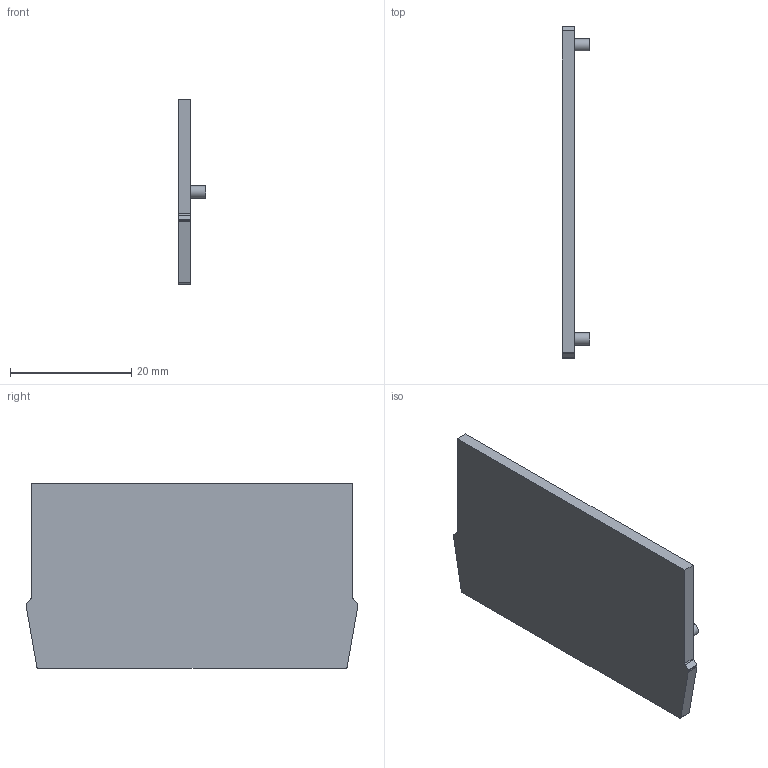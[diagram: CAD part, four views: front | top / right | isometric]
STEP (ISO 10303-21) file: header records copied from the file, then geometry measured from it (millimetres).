
FILE_DESCRIPTION(/* description */ (''),/* implementation_level */ '2;1');
FILE_NAME(/* name */ 'EPCX4.stp',/* time_stamp */ '2016-06-23T10:55:26-04:00',/* author */ ('CAD Station'),/* organization */ (''),/* preprocessor_version */ 'ST-DEVELOPER v16.1',/* originating_system */ 'Autodesk Inventor 2016',/* authorisation */ '');
FILE_SCHEMA (('AUTOMOTIVE_DESIGN { 1 0 10303 214 3 1 1 }'));
Length unit declared in the file: millimetre
Products named in the file (1): EPCX4
Bounding box: 4.5 x 54.8 x 30.5 mm (x, y, z)
Volume: 2300.3 mm3; surface area: 3991 mm2
Topology: 1 solids, 1 shells, 142 faces, 370 edges, 246 vertices
Faces by surface type: plane 78, cylinder 62, torus 2
Full cylindrical faces by diameter (mm): 1.2 x2, 2.012 x2
Entity records: 4378 total; most frequent: DIRECTION 776, CARTESIAN_POINT 753, ORIENTED_EDGE 728, EDGE_CURVE 364, AXIS2_PLACEMENT_3D 269, VERTEX_POINT 246, LINE 238, VECTOR 238
